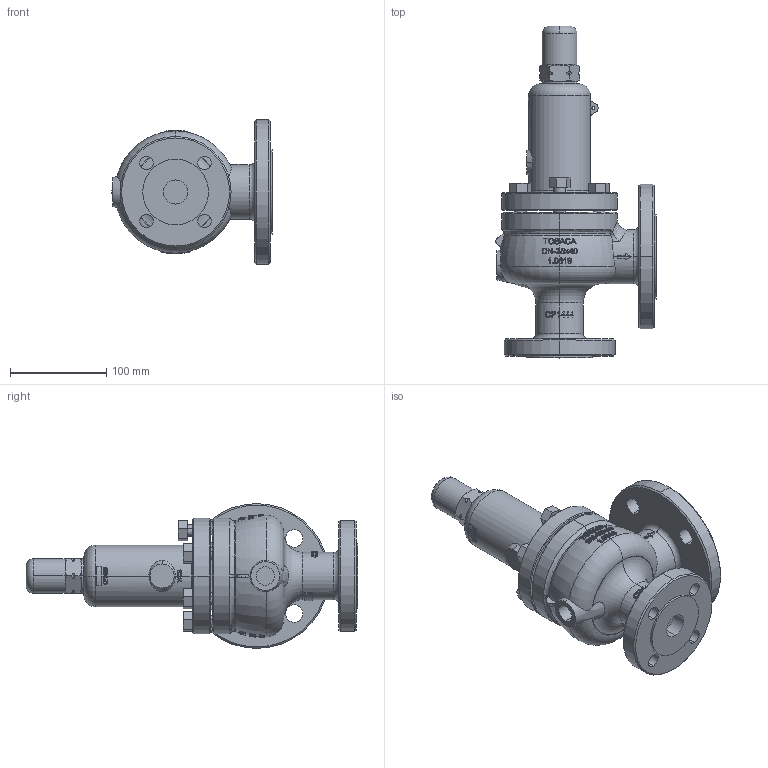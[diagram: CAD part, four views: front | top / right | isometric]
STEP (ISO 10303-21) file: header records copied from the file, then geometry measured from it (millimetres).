
FILE_DESCRIPTION (( 'STEP AP203' ), '1' );
FILE_NAME ('S1400 25x40.STEP', '2018-08-23T08:12:34', ( '' ), ( '' ), 'SwSTEP 2.0', 'SolidWorks 2018', '' );
FILE_SCHEMA (( 'CONFIG_CONTROL_DESIGN' ));
Length unit declared in the file: millimetre
Products named in the file (5): cap1400_20x25; Rosca S1400 15x25, 20x25; S1400 25x40; body 1400_25x40; bonnet1400_20x25
Assembly tree (9 placements, depth 2):
  S1400 25x40
    body 1400_25x40
    bonnet1400_20x25
    cap1400_20x25
    Rosca S1400 15x25, 20x25  x6
Bounding box: 166 x 344 x 150 mm (x, y, z)
Volume: 2038750.2 mm3; surface area: 211749.9 mm2
Topology: 9 solids, 9 shells, 1017 faces, 2657 edges, 1743 vertices
Faces by surface type: plane 443, bspline 302, cylinder 120, torus 104, cone 48
Entity records: 47127 total; most frequent: CARTESIAN_POINT 25101, ORIENTED_EDGE 5050, DIRECTION 3421, EDGE_CURVE 2525, VERTEX_POINT 1663, AXIS2_PLACEMENT_3D 1254, EDGE_LOOP 1084, B_SPLINE_CURVE_WITH_KNOTS 964
